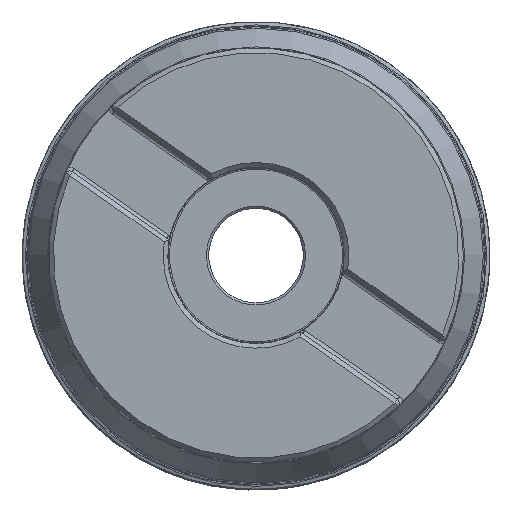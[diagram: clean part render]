
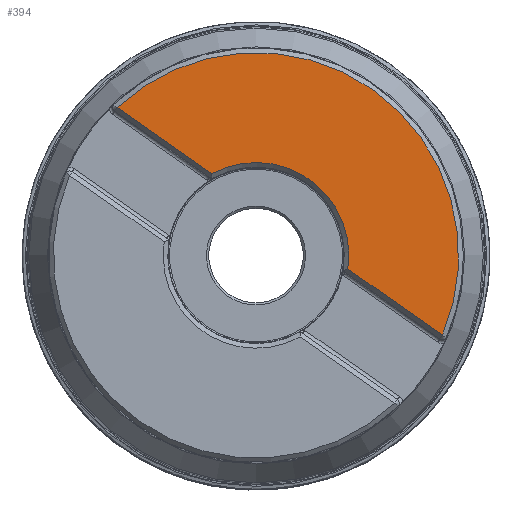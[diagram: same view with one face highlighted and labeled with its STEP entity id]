
A CAD part, top view. The second image highlights one B-rep face of the part: STEP entity #394.
In plain terms, the highlighted planar face has unit normal (0, 0, 1).
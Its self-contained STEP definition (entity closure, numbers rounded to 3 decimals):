
#394=ADVANCED_FACE('',(#524),#508,.T.);
#508=PLANE('',#1643);
#524=FACE_OUTER_BOUND('',#574,.T.);
#574=EDGE_LOOP('',(#846,#847,#848,#849));
#752=CIRCLE('',#1641,44.);
#753=CIRCLE('',#1642,20.149);
#846=ORIENTED_EDGE('',*,*,#1363,.F.);
#847=ORIENTED_EDGE('',*,*,#1364,.T.);
#848=ORIENTED_EDGE('',*,*,#1365,.F.);
#849=ORIENTED_EDGE('',*,*,#1366,.T.);
#1224=VERTEX_POINT('',#2273);
#1225=VERTEX_POINT('',#2274);
#1226=VERTEX_POINT('',#2276);
#1227=VERTEX_POINT('',#2278);
#1363=EDGE_CURVE('',#1224,#1225,#1552,.T.);
#1364=EDGE_CURVE('',#1224,#1226,#752,.T.);
#1365=EDGE_CURVE('',#1227,#1226,#1553,.T.);
#1366=EDGE_CURVE('',#1227,#1225,#753,.T.);
#1552=LINE('',#2272,#1596);
#1553=LINE('',#2277,#1597);
#1596=VECTOR('',#1827,1.);
#1597=VECTOR('',#1830,1.);
#1641=AXIS2_PLACEMENT_3D('',#2275,#1828,#1829);
#1642=AXIS2_PLACEMENT_3D('',#2279,#1831,#1832);
#1643=AXIS2_PLACEMENT_3D('',#2280,#1833,#1834);
#1827=DIRECTION('',(-0.819,0.574,0.));
#1828=DIRECTION('',(0.,0.,1.));
#1829=DIRECTION('',(1.,0.,0.));
#1830=DIRECTION('',(-0.819,0.574,0.));
#1831=DIRECTION('',(0.,0.,-1.));
#1832=DIRECTION('',(-0.574,-0.819,0.));
#1833=DIRECTION('',(0.,0.,1.));
#1834=DIRECTION('',(1.,0.,0.));
#2272=CARTESIAN_POINT('',(40.471,-17.318,0.));
#2273=CARTESIAN_POINT('',(40.454,-17.306,0.));
#2274=CARTESIAN_POINT('',(19.934,-2.937,0.));
#2275=CARTESIAN_POINT('',(0.,0.,0.));
#2276=CARTESIAN_POINT('',(-30.098,32.095,0.));
#2277=CARTESIAN_POINT('',(40.471,-17.318,0.));
#2278=CARTESIAN_POINT('',(-9.578,17.727,0.));
#2279=CARTESIAN_POINT('',(0.,0.,0.));
#2280=CARTESIAN_POINT('',(0.,0.,0.));
